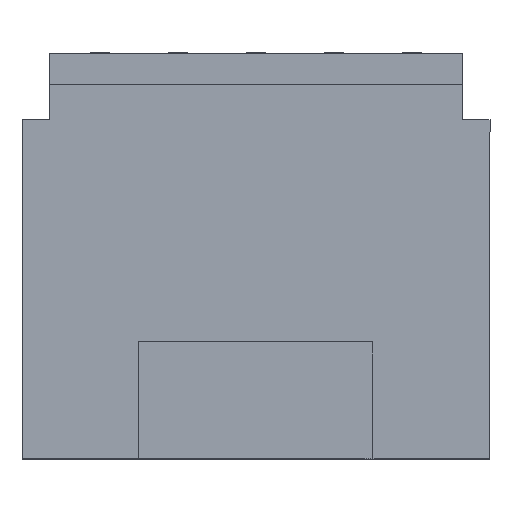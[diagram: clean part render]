
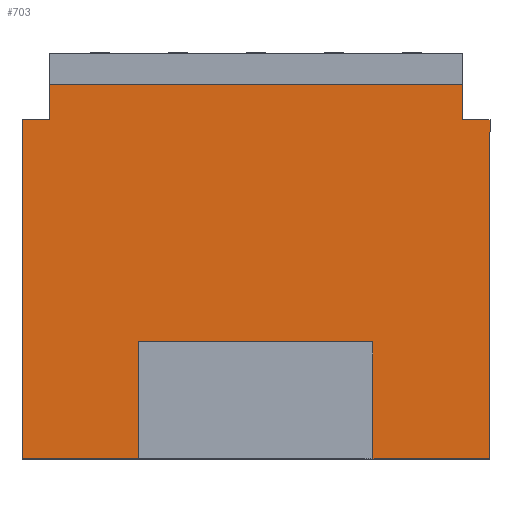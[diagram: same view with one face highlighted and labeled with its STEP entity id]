
A CAD part, top view. The second image highlights one B-rep face of the part: STEP entity #703.
In plain terms, the highlighted planar face has unit normal (0, 0, 1).
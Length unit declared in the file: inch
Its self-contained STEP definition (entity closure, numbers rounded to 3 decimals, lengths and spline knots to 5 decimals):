
#621=FACE_OUTER_BOUND('',#881,.T.);
#703=ADVANCED_FACE('',(#621),#785,.F.);
#785=PLANE('',#2222);
#881=EDGE_LOOP('',(#1082,#1083,#1084,#1085,#1086,#1087,#1088,#1089,#1090,
#1091,#1092,#1093));
#1082=ORIENTED_EDGE('',*,*,#1653,.F.);
#1083=ORIENTED_EDGE('',*,*,#1618,.T.);
#1084=ORIENTED_EDGE('',*,*,#1568,.F.);
#1085=ORIENTED_EDGE('',*,*,#1624,.F.);
#1086=ORIENTED_EDGE('',*,*,#1654,.F.);
#1087=ORIENTED_EDGE('',*,*,#1655,.F.);
#1088=ORIENTED_EDGE('',*,*,#1572,.F.);
#1089=ORIENTED_EDGE('',*,*,#1621,.F.);
#1090=ORIENTED_EDGE('',*,*,#1656,.F.);
#1091=ORIENTED_EDGE('',*,*,#1657,.F.);
#1092=ORIENTED_EDGE('',*,*,#1651,.T.);
#1093=ORIENTED_EDGE('',*,*,#1658,.F.);
#1420=VERTEX_POINT('',#2733);
#1421=VERTEX_POINT('',#2735);
#1424=VERTEX_POINT('',#2741);
#1425=VERTEX_POINT('',#2743);
#1466=VERTEX_POINT('',#2834);
#1467=VERTEX_POINT('',#2838);
#1469=VERTEX_POINT('',#2844);
#1485=VERTEX_POINT('',#2892);
#1486=VERTEX_POINT('',#2894);
#1487=VERTEX_POINT('',#2898);
#1488=VERTEX_POINT('',#2900);
#1489=VERTEX_POINT('',#2903);
#1568=EDGE_CURVE('',#1420,#1421,#1790,.T.);
#1572=EDGE_CURVE('',#1424,#1425,#1794,.T.);
#1618=EDGE_CURVE('',#1466,#1421,#1840,.T.);
#1621=EDGE_CURVE('',#1467,#1424,#1843,.T.);
#1624=EDGE_CURVE('',#1469,#1420,#1846,.T.);
#1651=EDGE_CURVE('',#1486,#1485,#1873,.T.);
#1653=EDGE_CURVE('',#1466,#1487,#1875,.T.);
#1654=EDGE_CURVE('',#1488,#1469,#1876,.T.);
#1655=EDGE_CURVE('',#1425,#1488,#1877,.T.);
#1656=EDGE_CURVE('',#1489,#1467,#1878,.T.);
#1657=EDGE_CURVE('',#1486,#1489,#1879,.T.);
#1658=EDGE_CURVE('',#1487,#1485,#1880,.T.);
#1790=LINE('',#2734,#2012);
#1794=LINE('',#2742,#2016);
#1840=LINE('',#2833,#2062);
#1843=LINE('',#2839,#2065);
#1846=LINE('',#2845,#2068);
#1873=LINE('',#2893,#2095);
#1875=LINE('',#2897,#2097);
#1876=LINE('',#2899,#2098);
#1877=LINE('',#2901,#2099);
#1878=LINE('',#2902,#2100);
#1879=LINE('',#2904,#2101);
#1880=LINE('',#2905,#2102);
#2012=VECTOR('',#2321,1.);
#2016=VECTOR('',#2325,1.);
#2062=VECTOR('',#2379,1.);
#2065=VECTOR('',#2384,1.);
#2068=VECTOR('',#2389,1.);
#2095=VECTOR('',#2426,1.);
#2097=VECTOR('',#2430,1.);
#2098=VECTOR('',#2431,1.);
#2099=VECTOR('',#2432,1.);
#2100=VECTOR('',#2433,1.);
#2101=VECTOR('',#2434,1.);
#2102=VECTOR('',#2435,1.);
#2222=AXIS2_PLACEMENT_3D('',#2906,#2436,#2437);
#2321=DIRECTION('',(-1.,0.,0.));
#2325=DIRECTION('',(-1.,0.,0.));
#2379=DIRECTION('',(0.,-1.,0.));
#2384=DIRECTION('',(0.,-1.,0.));
#2389=DIRECTION('',(0.,-1.,0.));
#2426=DIRECTION('',(-1.,0.,0.));
#2430=DIRECTION('',(1.,0.,0.));
#2431=DIRECTION('',(-1.,0.,0.));
#2432=DIRECTION('',(0.,1.,0.));
#2433=DIRECTION('',(1.,0.,0.));
#2434=DIRECTION('',(0.,-1.,0.));
#2435=DIRECTION('',(0.,1.,0.));
#2436=DIRECTION('',(0.,0.,-1.));
#2437=DIRECTION('',(0.,1.,0.));
#2733=CARTESIAN_POINT('',(0.15,0.,0.2));
#2734=CARTESIAN_POINT('',(0.15,0.,0.2));
#2735=CARTESIAN_POINT('',(0.,0.,0.2));
#2741=CARTESIAN_POINT('',(0.6,0.,0.2));
#2742=CARTESIAN_POINT('',(0.6,0.,0.2));
#2743=CARTESIAN_POINT('',(0.45,0.,0.2));
#2833=CARTESIAN_POINT('',(0.,0.48,0.2));
#2834=CARTESIAN_POINT('',(0.,0.435,0.2));
#2838=CARTESIAN_POINT('',(0.6,0.435,0.2));
#2839=CARTESIAN_POINT('',(0.6,5.,0.2));
#2844=CARTESIAN_POINT('',(0.15,0.15,0.2));
#2845=CARTESIAN_POINT('',(0.15,5.,0.2));
#2892=CARTESIAN_POINT('',(0.035,0.48,0.2));
#2893=CARTESIAN_POINT('',(10.,0.48,0.2));
#2894=CARTESIAN_POINT('',(0.565,0.48,0.2));
#2897=CARTESIAN_POINT('',(10.,0.435,0.2));
#2898=CARTESIAN_POINT('',(0.035,0.435,0.2));
#2899=CARTESIAN_POINT('',(10.,0.15,0.2));
#2900=CARTESIAN_POINT('',(0.45,0.15,0.2));
#2901=CARTESIAN_POINT('',(0.45,5.,0.2));
#2902=CARTESIAN_POINT('',(10.,0.435,0.2));
#2903=CARTESIAN_POINT('',(0.565,0.435,0.2));
#2904=CARTESIAN_POINT('',(0.565,0.48,0.2));
#2905=CARTESIAN_POINT('',(0.035,0.48,0.2));
#2906=CARTESIAN_POINT('',(10.,0.48,0.2));
